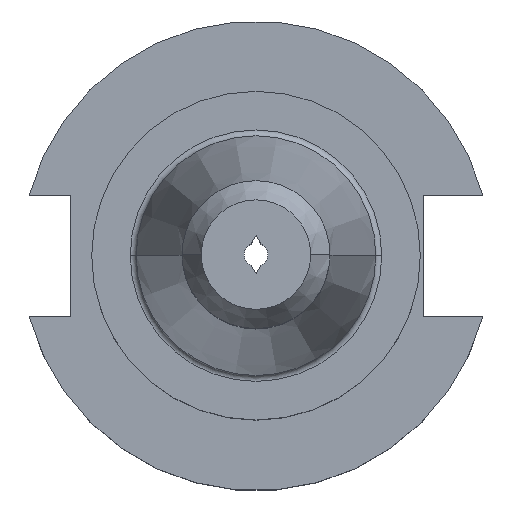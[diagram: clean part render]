
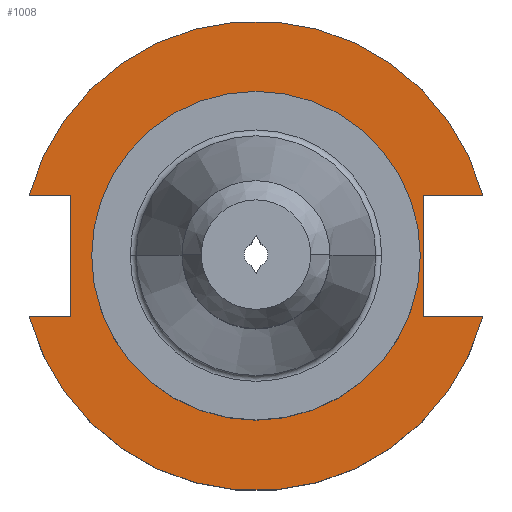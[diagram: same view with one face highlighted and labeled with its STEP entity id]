
A CAD part, top view. The second image highlights one B-rep face of the part: STEP entity #1008.
In plain terms, the highlighted planar face has unit normal (0, 0, 1).
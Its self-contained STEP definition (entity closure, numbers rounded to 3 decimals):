
#3 = DIRECTION ( 'NONE',  ( 0., 0., 1. ) ) ;
#14 = ORIENTED_EDGE ( 'NONE', *, *, #1711, .F. ) ;
#20 = CARTESIAN_POINT ( 'NONE',  ( 30.675, 8.191, 19.05 ) ) ;
#49 = ORIENTED_EDGE ( 'NONE', *, *, #1576, .F. ) ;
#83 = CARTESIAN_POINT ( 'NONE',  ( 0., 22.225, 19.05 ) ) ;
#113 = AXIS2_PLACEMENT_3D ( 'NONE', #83, #1821, #1088 ) ;
#167 = CARTESIAN_POINT ( 'NONE',  ( 30.675, -8.191, 19.05 ) ) ;
#200 = VERTEX_POINT ( 'NONE', #421 ) ;
#206 = CARTESIAN_POINT ( 'NONE',  ( 0., 0., 19.05 ) ) ;
#207 = CIRCLE ( 'NONE', #444, 31.75 ) ;
#234 = CARTESIAN_POINT ( 'NONE',  ( -25.091, 8.191, 19.05 ) ) ;
#245 = EDGE_CURVE ( 'NONE', #698, #968, #207, .T. ) ;
#284 = EDGE_CURVE ( 'NONE', #968, #1035, #1619, .T. ) ;
#378 = ORIENTED_EDGE ( 'NONE', *, *, #1242, .F. ) ;
#385 = FACE_OUTER_BOUND ( 'NONE', #757, .T. ) ;
#421 = CARTESIAN_POINT ( 'NONE',  ( 22.606, -8.191, 19.05 ) ) ;
#425 = LINE ( 'NONE', #1585, #1135 ) ;
#444 = AXIS2_PLACEMENT_3D ( 'NONE', #1134, #3, #445 ) ;
#445 = DIRECTION ( 'NONE',  ( 1., 0., 0. ) ) ;
#486 = EDGE_LOOP ( 'NONE', ( #919, #1346 ) ) ;
#500 = DIRECTION ( 'NONE',  ( 0., 0., 1. ) ) ;
#582 = ORIENTED_EDGE ( 'NONE', *, *, #720, .T. ) ;
#602 = VECTOR ( 'NONE', #1483, 1000. ) ;
#607 = DIRECTION ( 'NONE',  ( 0., 1., 0. ) ) ;
#645 = CARTESIAN_POINT ( 'NONE',  ( 22.606, 8.191, 19.05 ) ) ;
#659 = CARTESIAN_POINT ( 'NONE',  ( -25.091, -8.191, 19.05 ) ) ;
#662 = CIRCLE ( 'NONE', #938, 31.75 ) ;
#698 = VERTEX_POINT ( 'NONE', #20 ) ;
#712 = ORIENTED_EDGE ( 'NONE', *, *, #761, .T. ) ;
#720 = EDGE_CURVE ( 'NONE', #200, #1311, #425, .T. ) ;
#724 = DIRECTION ( 'NONE',  ( 1., 0., 0. ) ) ;
#735 = VERTEX_POINT ( 'NONE', #762 ) ;
#752 = CARTESIAN_POINT ( 'NONE',  ( 22.225, 0., 19.05 ) ) ;
#757 = EDGE_LOOP ( 'NONE', ( #712, #378, #1119, #14, #582, #49, #1632, #1383 ) ) ;
#761 = EDGE_CURVE ( 'NONE', #1035, #1425, #1092, .T. ) ;
#762 = CARTESIAN_POINT ( 'NONE',  ( -22.225, 0., 19.05 ) ) ;
#792 = AXIS2_PLACEMENT_3D ( 'NONE', #1507, #1085, #1468 ) ;
#803 = CIRCLE ( 'NONE', #792, 22.225 ) ;
#805 = DIRECTION ( 'NONE',  ( 0., 0., 1. ) ) ;
#919 = ORIENTED_EDGE ( 'NONE', *, *, #1303, .F. ) ;
#938 = AXIS2_PLACEMENT_3D ( 'NONE', #1068, #805, #1384 ) ;
#968 = VERTEX_POINT ( 'NONE', #1680 ) ;
#990 = VECTOR ( 'NONE', #1624, 1000. ) ;
#1008 = ADVANCED_FACE ( 'NONE', ( #1074, #385 ), #1222, .F. ) ;
#1035 = VERTEX_POINT ( 'NONE', #234 ) ;
#1068 = CARTESIAN_POINT ( 'NONE',  ( 0., 0., 19.05 ) ) ;
#1074 = FACE_BOUND ( 'NONE', #486, .T. ) ;
#1085 = DIRECTION ( 'NONE',  ( 0., 0., 1. ) ) ;
#1088 = DIRECTION ( 'NONE',  ( -1., 0., 0. ) ) ;
#1092 = LINE ( 'NONE', #1312, #602 ) ;
#1105 = AXIS2_PLACEMENT_3D ( 'NONE', #206, #500, #1330 ) ;
#1109 = EDGE_CURVE ( 'NONE', #735, #1867, #803, .T. ) ;
#1119 = ORIENTED_EDGE ( 'NONE', *, *, #1846, .T. ) ;
#1134 = CARTESIAN_POINT ( 'NONE',  ( 0., 0., 19.05 ) ) ;
#1135 = VECTOR ( 'NONE', #607, 1000. ) ;
#1138 = CARTESIAN_POINT ( 'NONE',  ( 0., -8.191, 19.05 ) ) ;
#1170 = LINE ( 'NONE', #1698, #1353 ) ;
#1173 = CARTESIAN_POINT ( 'NONE',  ( -61.091, -8.191, 19.05 ) ) ;
#1189 = CIRCLE ( 'NONE', #1105, 22.225 ) ;
#1209 = VERTEX_POINT ( 'NONE', #167 ) ;
#1222 = PLANE ( 'NONE',  #113 ) ;
#1242 = EDGE_CURVE ( 'NONE', #1853, #1425, #1591, .T. ) ;
#1273 = CARTESIAN_POINT ( 'NONE',  ( -61.091, 8.191, 19.05 ) ) ;
#1303 = EDGE_CURVE ( 'NONE', #1867, #735, #1189, .T. ) ;
#1311 = VERTEX_POINT ( 'NONE', #645 ) ;
#1312 = CARTESIAN_POINT ( 'NONE',  ( -25.091, 8.191, 19.05 ) ) ;
#1330 = DIRECTION ( 'NONE',  ( 1., 0., 0. ) ) ;
#1346 = ORIENTED_EDGE ( 'NONE', *, *, #1109, .F. ) ;
#1353 = VECTOR ( 'NONE', #1402, 1000. ) ;
#1383 = ORIENTED_EDGE ( 'NONE', *, *, #284, .T. ) ;
#1384 = DIRECTION ( 'NONE',  ( 1., 0., 0. ) ) ;
#1402 = DIRECTION ( 'NONE',  ( -1., 0., 0. ) ) ;
#1425 = VERTEX_POINT ( 'NONE', #659 ) ;
#1426 = VECTOR ( 'NONE', #1574, 1000. ) ;
#1468 = DIRECTION ( 'NONE',  ( 1., 0., 0. ) ) ;
#1483 = DIRECTION ( 'NONE',  ( 0., -1., 0. ) ) ;
#1500 = CARTESIAN_POINT ( 'NONE',  ( -30.675, -8.191, 19.05 ) ) ;
#1507 = CARTESIAN_POINT ( 'NONE',  ( 0., 0., 19.05 ) ) ;
#1574 = DIRECTION ( 'NONE',  ( 1., 0., 0. ) ) ;
#1576 = EDGE_CURVE ( 'NONE', #698, #1311, #1170, .T. ) ;
#1585 = CARTESIAN_POINT ( 'NONE',  ( 22.606, 22.225, 19.05 ) ) ;
#1591 = LINE ( 'NONE', #1173, #990 ) ;
#1619 = LINE ( 'NONE', #1273, #1663 ) ;
#1624 = DIRECTION ( 'NONE',  ( 1., 0., 0. ) ) ;
#1632 = ORIENTED_EDGE ( 'NONE', *, *, #245, .T. ) ;
#1663 = VECTOR ( 'NONE', #724, 1000. ) ;
#1680 = CARTESIAN_POINT ( 'NONE',  ( -30.675, 8.191, 19.05 ) ) ;
#1698 = CARTESIAN_POINT ( 'NONE',  ( 0., 8.191, 19.05 ) ) ;
#1711 = EDGE_CURVE ( 'NONE', #200, #1209, #1869, .T. ) ;
#1821 = DIRECTION ( 'NONE',  ( 0., 0., -1. ) ) ;
#1846 = EDGE_CURVE ( 'NONE', #1853, #1209, #662, .T. ) ;
#1853 = VERTEX_POINT ( 'NONE', #1500 ) ;
#1867 = VERTEX_POINT ( 'NONE', #752 ) ;
#1869 = LINE ( 'NONE', #1138, #1426 ) ;
